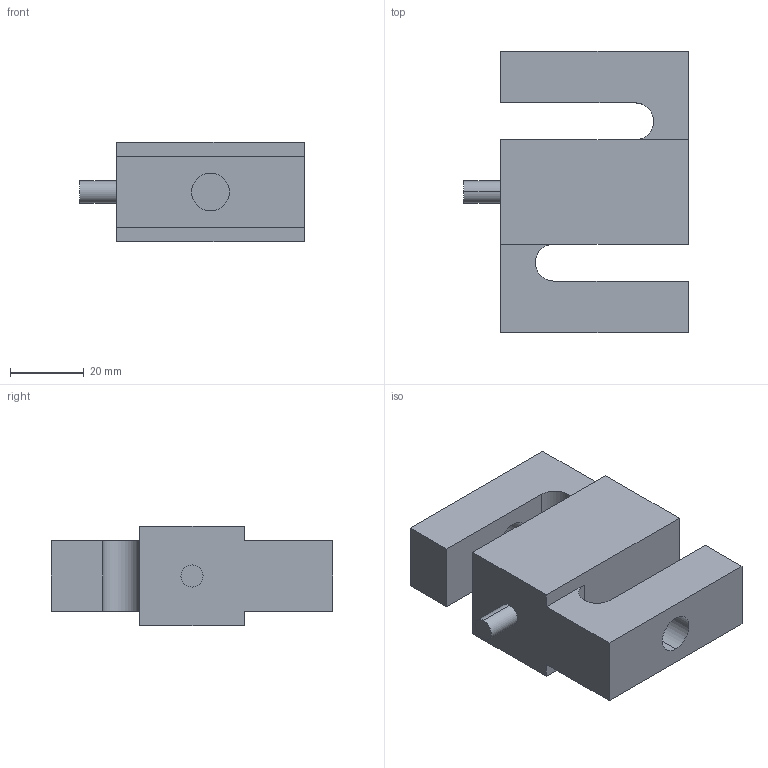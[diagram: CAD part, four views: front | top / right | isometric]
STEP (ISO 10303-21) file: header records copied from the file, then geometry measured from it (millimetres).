
FILE_DESCRIPTION (( 'STEP AP203' ), '1' );
FILE_NAME ('传感器STC-100-500kg.step', '2020-08-28T03:14:07', ( '' ), ( '' ), 'SwSTEP 2.0', 'SolidWorks 2016', '' );
FILE_SCHEMA (( 'CONFIG_CONTROL_DESIGN' ));
Length unit declared in the file: millimetre
Products named in the file (1): 传感器STC-100-500kg
Bounding box: 60.8 x 76.2 x 27 mm (x, y, z)
Volume: 67842.4 mm3; surface area: 15986.3 mm2
Topology: 1 solids, 1 shells, 26 faces, 69 edges, 46 vertices
Faces by surface type: plane 17, cylinder 9
Entity records: 896 total; most frequent: CARTESIAN_POINT 142, DIRECTION 141, ORIENTED_EDGE 138, EDGE_CURVE 69, VECTOR 51, LINE 51, VERTEX_POINT 46, AXIS2_PLACEMENT_3D 45
